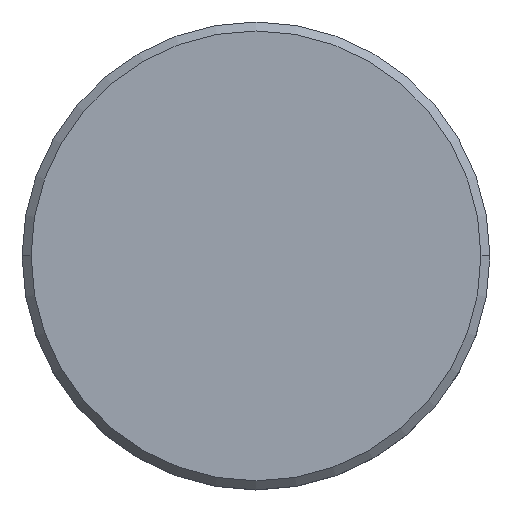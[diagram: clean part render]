
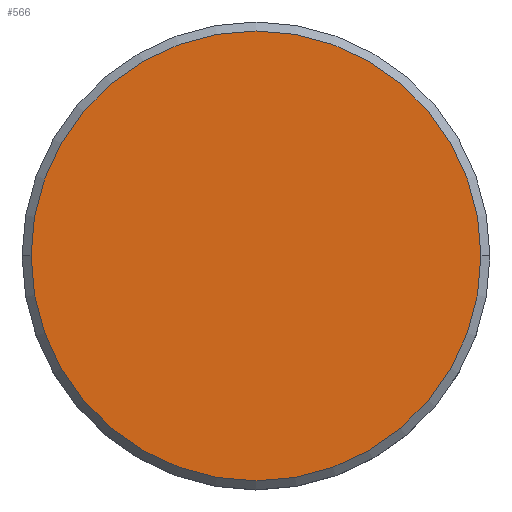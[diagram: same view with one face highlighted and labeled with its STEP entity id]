
A CAD part, top view. The second image highlights one B-rep face of the part: STEP entity #566.
In plain terms, the highlighted planar face has unit normal (0, 0, 1).
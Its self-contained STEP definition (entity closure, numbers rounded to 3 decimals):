
#53 = VERTEX_POINT ( 'NONE', #506 ) ;
#73 = DIRECTION ( 'NONE',  ( 0., 0., 1. ) ) ;
#163 = DIRECTION ( 'NONE',  ( 1., 0., 0. ) ) ;
#221 = CARTESIAN_POINT ( 'NONE',  ( -12.5, 0., 0. ) ) ;
#336 = DIRECTION ( 'NONE',  ( 0., 0., 1. ) ) ;
#340 = ORIENTED_EDGE ( 'NONE', *, *, #779, .T. ) ;
#388 = VERTEX_POINT ( 'NONE', #221 ) ;
#415 = CARTESIAN_POINT ( 'NONE',  ( 0., 0., 0. ) ) ;
#493 = AXIS2_PLACEMENT_3D ( 'NONE', #901, #73, #163 ) ;
#506 = CARTESIAN_POINT ( 'NONE',  ( 12.5, 0., 0. ) ) ;
#526 = PLANE ( 'NONE',  #493 ) ;
#537 = CIRCLE ( 'NONE', #582, 12.5 ) ;
#566 = ADVANCED_FACE ( 'NONE', ( #1165 ), #526, .T. ) ;
#582 = AXIS2_PLACEMENT_3D ( 'NONE', #696, #1037, #1151 ) ;
#614 = ORIENTED_EDGE ( 'NONE', *, *, #1002, .T. ) ;
#696 = CARTESIAN_POINT ( 'NONE',  ( 0., 0., 0. ) ) ;
#743 = AXIS2_PLACEMENT_3D ( 'NONE', #415, #336, #759 ) ;
#759 = DIRECTION ( 'NONE',  ( 1., 0., 0. ) ) ;
#779 = EDGE_CURVE ( 'NONE', #53, #388, #1043, .T. ) ;
#852 = EDGE_LOOP ( 'NONE', ( #614, #340 ) ) ;
#901 = CARTESIAN_POINT ( 'NONE',  ( 0., 0., 0. ) ) ;
#1002 = EDGE_CURVE ( 'NONE', #388, #53, #537, .T. ) ;
#1037 = DIRECTION ( 'NONE',  ( 0., 0., 1. ) ) ;
#1043 = CIRCLE ( 'NONE', #743, 12.5 ) ;
#1151 = DIRECTION ( 'NONE',  ( 1., 0., 0. ) ) ;
#1165 = FACE_OUTER_BOUND ( 'NONE', #852, .T. ) ;
